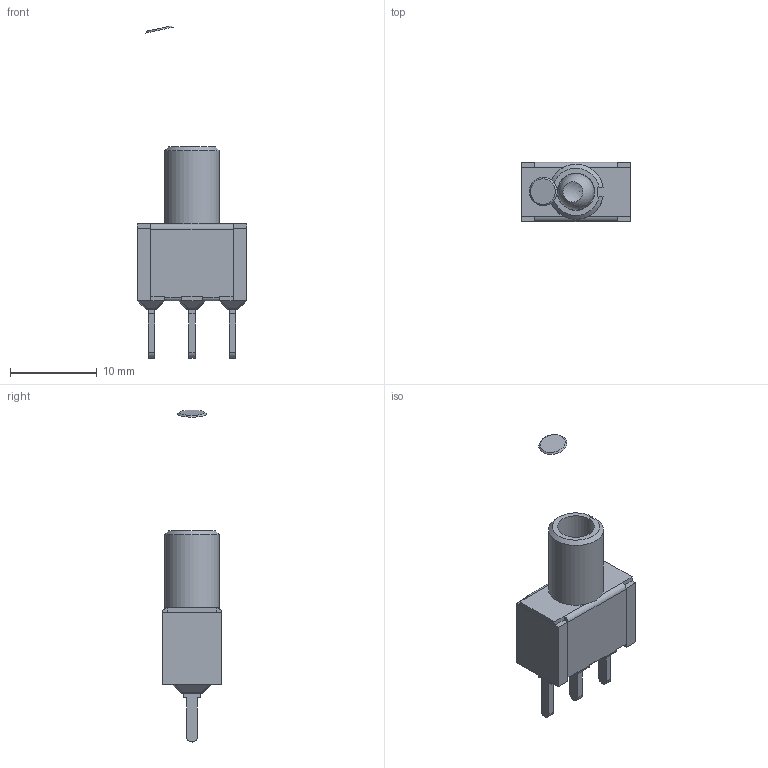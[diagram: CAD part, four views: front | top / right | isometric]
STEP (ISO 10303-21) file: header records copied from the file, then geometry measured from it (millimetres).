
FILE_DESCRIPTION(/* description */ (''),/* implementation_level */ '2;1');
FILE_NAME(/* name */ '100SPxT3B1M2xE.stp',/* time_stamp */ '2020-06-25T13:46:17-05:00',/* author */ ('mwilliams'),/* organization */ (''),/* preprocessor_version */ 'ST-DEVELOPER v18',/* originating_system */ 'Autodesk Inventor 2020',/* authorisation */ '');
FILE_SCHEMA (('AUTOMOTIVE_DESIGN { 1 0 10303 214 3 1 1 }'));
Length unit declared in the file: inch
Products named in the file (1): T111132_Shrinkwrap_1
Bounding box: 12.7 x 6.86 x 38.33 mm (x, y, z)
Volume: 1092.9 mm3; surface area: 1735.9 mm2
Topology: 7 solids, 7 shells, 201 faces, 508 edges, 313 vertices
Faces by surface type: plane 138, cylinder 47, sphere 13, cone 3
Full cylindrical faces by diameter (mm): 4.3 x1
Entity records: 6108 total; most frequent: CARTESIAN_POINT 1014, DIRECTION 997, ORIENTED_EDGE 990, EDGE_CURVE 495, LINE 393, VECTOR 393, VERTEX_POINT 313, AXIS2_PLACEMENT_3D 302
